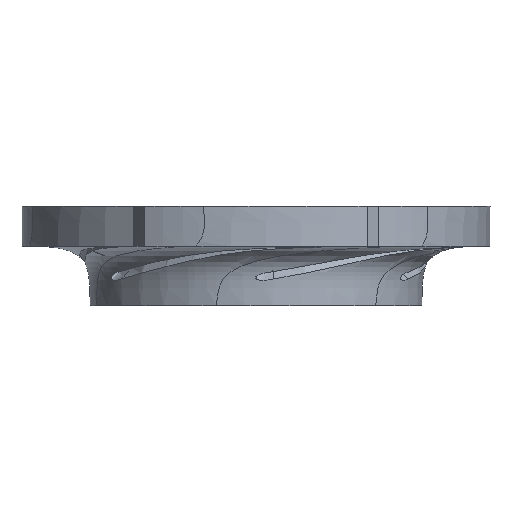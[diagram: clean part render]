
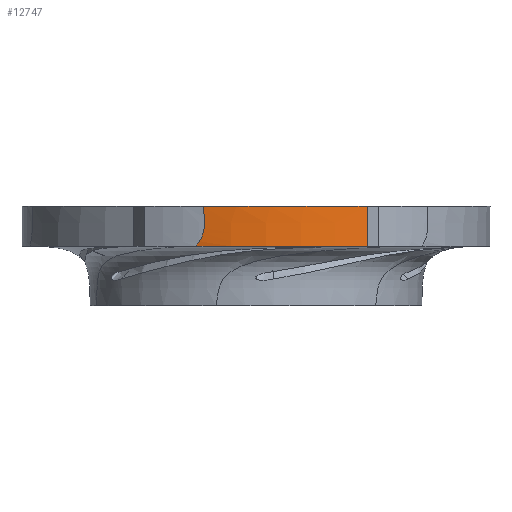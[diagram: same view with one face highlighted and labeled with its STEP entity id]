
A CAD part, left-side view. The second image highlights one B-rep face of the part: STEP entity #12747.
In plain terms, the highlighted face is a revolution surface.
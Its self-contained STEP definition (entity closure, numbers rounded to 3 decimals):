
#10517 = VERTEX_POINT('',#10518);
#10518 = CARTESIAN_POINT('',(-21.482,4.959,
    9.417));
#11138 = VERTEX_POINT('',#11139);
#11139 = CARTESIAN_POINT('',(-19.399,-10.477,
    9.417));
#11298 = EDGE_CURVE('',#10517,#11138,#11299,.T.);
#11299 = CIRCLE('',#11300,22.047);
#11300 = AXIS2_PLACEMENT_3D('',#11301,#11302,#11303);
#11301 = CARTESIAN_POINT('',(0.,0.,9.417));
#11302 = DIRECTION('',(-0.,0.,1.));
#11303 = DIRECTION('',(0.978,-0.209,0.));
#11892 = EDGE_CURVE('',#11893,#11138,#11895,.T.);
#11893 = VERTEX_POINT('',#11894);
#11894 = CARTESIAN_POINT('',(-19.404,-10.466,
    5.632));
#11895 = B_SPLINE_CURVE_WITH_KNOTS('',4,(#11896,#11897,#11898,#11899,
    #11900,#11901,#11902,#11903,#11904,#11905,#11906,#11907,#11908,
    #11909),.UNSPECIFIED.,.F.,.F.,(5,3,3,3,5),(0.,0.418,
    0.624,0.795,1.),.UNSPECIFIED.);
#11896 = CARTESIAN_POINT('',(-19.404,-10.466,
    5.632));
#11897 = CARTESIAN_POINT('',(-19.402,-10.471,
    6.027));
#11898 = CARTESIAN_POINT('',(-19.401,-10.473,
    6.423));
#11899 = CARTESIAN_POINT('',(-19.4,-10.475,
    6.818));
#11900 = CARTESIAN_POINT('',(-19.399,-10.476,
    7.408));
#11901 = CARTESIAN_POINT('',(-19.399,-10.476,
    7.603));
#11902 = CARTESIAN_POINT('',(-19.399,-10.476,
    7.799));
#11903 = CARTESIAN_POINT('',(-19.399,-10.476,
    8.155));
#11904 = CARTESIAN_POINT('',(-19.399,-10.477,
    8.317));
#11905 = CARTESIAN_POINT('',(-19.399,-10.477,
    8.478));
#11906 = CARTESIAN_POINT('',(-19.399,-10.477,
    8.834));
#11907 = CARTESIAN_POINT('',(-19.399,-10.477,
    9.028));
#11908 = CARTESIAN_POINT('',(-19.399,-10.477,
    9.222));
#11909 = CARTESIAN_POINT('',(-19.399,-10.477,
    9.417));
#12747 = ADVANCED_FACE('[Impeller_2] Flow domain Outflow',(#12748),
  #12836,.F.);
#12748 = FACE_BOUND('',#12749,.F.);
#12749 = EDGE_LOOP('',(#12750,#12827,#12828,#12829));
#12750 = ORIENTED_EDGE('',*,*,#12751,.T.);
#12751 = EDGE_CURVE('',#12752,#10517,#12754,.T.);
#12752 = VERTEX_POINT('',#12753);
#12753 = CARTESIAN_POINT('',(-21.307,5.663,
    5.632));
#12754 = B_SPLINE_CURVE_WITH_KNOTS('',8,(#12755,#12756,#12757,#12758,
    #12759,#12760,#12761,#12762,#12763,#12764,#12765,#12766,#12767,
    #12768,#12769,#12770,#12771,#12772,#12773,#12774,#12775,#12776,
    #12777,#12778,#12779,#12780,#12781,#12782,#12783,#12784,#12785,
    #12786,#12787,#12788,#12789,#12790,#12791,#12792,#12793,#12794,
    #12795,#12796,#12797,#12798,#12799,#12800,#12801,#12802,#12803,
    #12804,#12805,#12806,#12807,#12808,#12809,#12810,#12811,#12812,
    #12813,#12814,#12815,#12816,#12817,#12818,#12819,#12820,#12821,
    #12822,#12823,#12824,#12825,#12826),.UNSPECIFIED.,.F.,.F.,(9,7,7,7,7
    ,7,7,7,7,7,9),(0.,0.133,0.254,0.353,
    0.4,0.448,0.508,0.68,
    0.861,0.933,1.),.UNSPECIFIED.);
#12755 = CARTESIAN_POINT('',(-21.307,5.663,
    5.632));
#12756 = CARTESIAN_POINT('',(-21.319,5.619,
    5.681));
#12757 = CARTESIAN_POINT('',(-21.331,5.575,
    5.732));
#12758 = CARTESIAN_POINT('',(-21.342,5.533,
    5.783));
#12759 = CARTESIAN_POINT('',(-21.352,5.492,
    5.835));
#12760 = CARTESIAN_POINT('',(-21.363,5.452,
    5.888));
#12761 = CARTESIAN_POINT('',(-21.372,5.413,
    5.942));
#12762 = CARTESIAN_POINT('',(-21.382,5.376,
    5.997));
#12763 = CARTESIAN_POINT('',(-21.399,5.308,
    6.104));
#12764 = CARTESIAN_POINT('',(-21.407,5.276,
    6.155));
#12765 = CARTESIAN_POINT('',(-21.414,5.246,
    6.207));
#12766 = CARTESIAN_POINT('',(-21.421,5.217,
    6.26));
#12767 = CARTESIAN_POINT('',(-21.428,5.19,
    6.313));
#12768 = CARTESIAN_POINT('',(-21.434,5.163,
    6.367));
#12769 = CARTESIAN_POINT('',(-21.44,5.138,
    6.422));
#12770 = CARTESIAN_POINT('',(-21.45,5.095,
    6.522));
#12771 = CARTESIAN_POINT('',(-21.455,5.076,
    6.568));
#12772 = CARTESIAN_POINT('',(-21.459,5.059,
    6.614));
#12773 = CARTESIAN_POINT('',(-21.463,5.042,
    6.66));
#12774 = CARTESIAN_POINT('',(-21.467,5.026,
    6.707));
#12775 = CARTESIAN_POINT('',(-21.47,5.011,
    6.754));
#12776 = CARTESIAN_POINT('',(-21.474,4.997,6.801
    ));
#12777 = CARTESIAN_POINT('',(-21.478,4.977,
    6.872));
#12778 = CARTESIAN_POINT('',(-21.48,4.971,
    6.895));
#12779 = CARTESIAN_POINT('',(-21.481,4.965,
    6.918));
#12780 = CARTESIAN_POINT('',(-21.482,4.959,
    6.941));
#12781 = CARTESIAN_POINT('',(-21.484,4.954,
    6.964));
#12782 = CARTESIAN_POINT('',(-21.485,4.948,
    6.988));
#12783 = CARTESIAN_POINT('',(-21.486,4.943,
    7.011));
#12784 = CARTESIAN_POINT('',(-21.488,4.933,
    7.057));
#12785 = CARTESIAN_POINT('',(-21.489,4.929,
    7.081));
#12786 = CARTESIAN_POINT('',(-21.49,4.924,
    7.104));
#12787 = CARTESIAN_POINT('',(-21.491,4.92,
    7.127));
#12788 = CARTESIAN_POINT('',(-21.492,4.916,
    7.151));
#12789 = CARTESIAN_POINT('',(-21.493,4.912,
    7.174));
#12790 = CARTESIAN_POINT('',(-21.494,4.908,
    7.198));
#12791 = CARTESIAN_POINT('',(-21.496,4.9,
    7.251));
#12792 = CARTESIAN_POINT('',(-21.497,4.896,
    7.28));
#12793 = CARTESIAN_POINT('',(-21.498,4.892,
    7.31));
#12794 = CARTESIAN_POINT('',(-21.498,4.889,
    7.339));
#12795 = CARTESIAN_POINT('',(-21.499,4.886,
    7.369));
#12796 = CARTESIAN_POINT('',(-21.5,4.883,
    7.398));
#12797 = CARTESIAN_POINT('',(-21.5,4.88,
    7.428));
#12798 = CARTESIAN_POINT('',(-21.503,4.87,
    7.543));
#12799 = CARTESIAN_POINT('',(-21.504,4.865,
    7.628));
#12800 = CARTESIAN_POINT('',(-21.505,4.861,
    7.714));
#12801 = CARTESIAN_POINT('',(-21.505,4.859,
    7.8));
#12802 = CARTESIAN_POINT('',(-21.505,4.858,
    7.885));
#12803 = CARTESIAN_POINT('',(-21.505,4.859,
    7.971));
#12804 = CARTESIAN_POINT('',(-21.505,4.86,
    8.057));
#12805 = CARTESIAN_POINT('',(-21.504,4.866,
    8.233));
#12806 = CARTESIAN_POINT('',(-21.503,4.87,
    8.323));
#12807 = CARTESIAN_POINT('',(-21.502,4.874,
    8.414));
#12808 = CARTESIAN_POINT('',(-21.5,4.88,
    8.504));
#12809 = CARTESIAN_POINT('',(-21.499,4.886,
    8.595));
#12810 = CARTESIAN_POINT('',(-21.497,4.893,
    8.685));
#12811 = CARTESIAN_POINT('',(-21.496,4.901,
    8.775));
#12812 = CARTESIAN_POINT('',(-21.493,4.911,
    8.901));
#12813 = CARTESIAN_POINT('',(-21.492,4.915,
    8.937));
#12814 = CARTESIAN_POINT('',(-21.492,4.918,
    8.973));
#12815 = CARTESIAN_POINT('',(-21.491,4.921,
    9.008));
#12816 = CARTESIAN_POINT('',(-21.49,4.924,
    9.044));
#12817 = CARTESIAN_POINT('',(-21.49,4.927,
    9.08));
#12818 = CARTESIAN_POINT('',(-21.489,4.931,
    9.116));
#12819 = CARTESIAN_POINT('',(-21.487,4.937,
    9.184));
#12820 = CARTESIAN_POINT('',(-21.487,4.94,
    9.218));
#12821 = CARTESIAN_POINT('',(-21.486,4.943,
    9.251));
#12822 = CARTESIAN_POINT('',(-21.485,4.947,
    9.284));
#12823 = CARTESIAN_POINT('',(-21.484,4.95,
    9.317));
#12824 = CARTESIAN_POINT('',(-21.484,4.953,
    9.35));
#12825 = CARTESIAN_POINT('',(-21.483,4.956,
    9.383));
#12826 = CARTESIAN_POINT('',(-21.482,4.959,
    9.417));
#12827 = ORIENTED_EDGE('',*,*,#11298,.T.);
#12828 = ORIENTED_EDGE('',*,*,#11892,.F.);
#12829 = ORIENTED_EDGE('',*,*,#12830,.F.);
#12830 = EDGE_CURVE('',#12752,#11893,#12831,.T.);
#12831 = CIRCLE('',#12832,22.047);
#12832 = AXIS2_PLACEMENT_3D('',#12833,#12834,#12835);
#12833 = CARTESIAN_POINT('',(0.,0.,5.632));
#12834 = DIRECTION('',(-0.,0.,1.));
#12835 = DIRECTION('',(0.978,-0.209,0.));
#12836 = SURFACE_OF_REVOLUTION('',#12837,#12840);
#12837 = B_SPLINE_CURVE_WITH_KNOTS('',1,(#12838,#12839),.UNSPECIFIED.,
  .F.,.F.,(2,2),(0.,1.),.PIECEWISE_BEZIER_KNOTS.);
#12838 = CARTESIAN_POINT('',(21.56,-4.609,
    9.417));
#12839 = CARTESIAN_POINT('',(21.56,-4.609,
    5.632));
#12840 = AXIS1_PLACEMENT('',#12841,#12842);
#12841 = CARTESIAN_POINT('',(0.,0.,0.));
#12842 = DIRECTION('',(0.,0.,1.));
